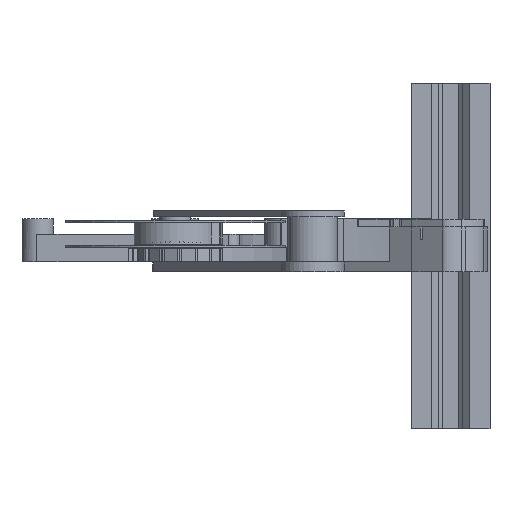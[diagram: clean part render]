
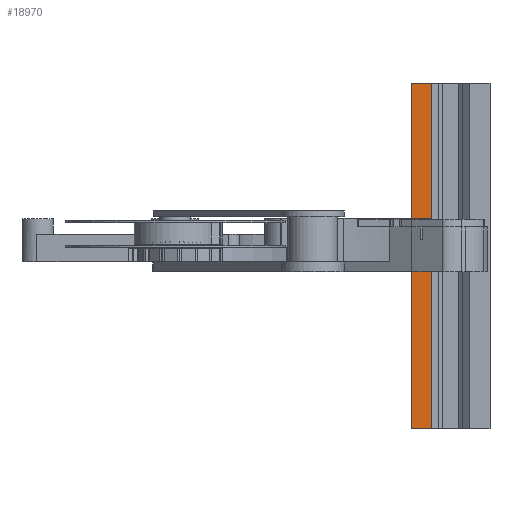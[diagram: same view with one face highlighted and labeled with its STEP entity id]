
A CAD part, left-side view. The second image highlights one B-rep face of the part: STEP entity #18970.
In plain terms, the highlighted planar face has unit normal (-1, 0, 0).
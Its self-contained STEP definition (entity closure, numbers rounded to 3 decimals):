
#1296=FACE_OUTER_BOUND('',#2279,.T.);
#2279=EDGE_LOOP('',(#12623,#12624,#12625,#12626));
#3406=LINE('',#27051,#5561);
#3456=LINE('',#27154,#5611);
#3457=LINE('',#27157,#5612);
#3458=LINE('',#27158,#5613);
#5561=VECTOR('',#21682,10.);
#5611=VECTOR('',#21750,10.);
#5612=VECTOR('',#21753,10.);
#5613=VECTOR('',#21754,10.);
#7716=VERTEX_POINT('',#27048);
#7717=VERTEX_POINT('',#27050);
#7761=VERTEX_POINT('',#27152);
#7762=VERTEX_POINT('',#27156);
#9664=EDGE_CURVE('',#7716,#7717,#3406,.T.);
#9716=EDGE_CURVE('',#7716,#7761,#3456,.T.);
#9717=EDGE_CURVE('',#7762,#7761,#3457,.T.);
#9718=EDGE_CURVE('',#7717,#7762,#3458,.T.);
#12623=ORIENTED_EDGE('',*,*,#9716,.T.);
#12624=ORIENTED_EDGE('',*,*,#9717,.F.);
#12625=ORIENTED_EDGE('',*,*,#9718,.F.);
#12626=ORIENTED_EDGE('',*,*,#9664,.F.);
#18281=PLANE('',#20077);
#18970=ADVANCED_FACE('',(#1296),#18281,.T.);
#20077=AXIS2_PLACEMENT_3D('',#27155,#21751,#21752);
#21682=DIRECTION('',(0.,1.,0.));
#21750=DIRECTION('',(0.,0.,1.));
#21751=DIRECTION('center_axis',(-1.,0.,0.));
#21752=DIRECTION('ref_axis',(0.,-1.,0.));
#21753=DIRECTION('',(0.,-1.,0.));
#21754=DIRECTION('',(0.,0.,1.));
#27048=CARTESIAN_POINT('',(-10.,4.9,-40.));
#27050=CARTESIAN_POINT('',(-10.,10.,-40.));
#27051=CARTESIAN_POINT('',(-10.,-10.,-40.));
#27152=CARTESIAN_POINT('',(-10.,4.9,48.));
#27154=CARTESIAN_POINT('',(-10.,4.9,0.));
#27155=CARTESIAN_POINT('Origin',(-10.,10.,0.));
#27156=CARTESIAN_POINT('',(-10.,10.,48.));
#27157=CARTESIAN_POINT('',(-10.,-10.,48.));
#27158=CARTESIAN_POINT('',(-10.,10.,0.));
